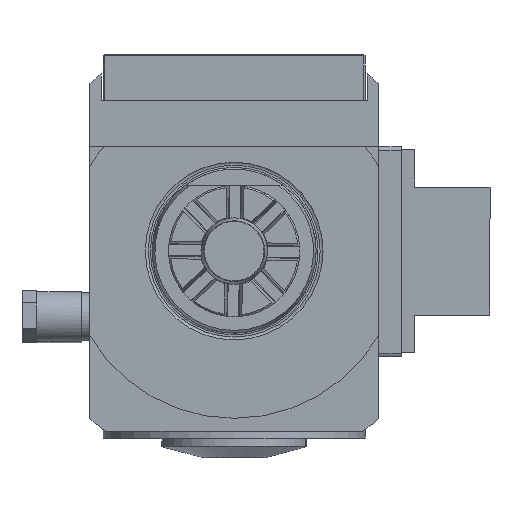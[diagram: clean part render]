
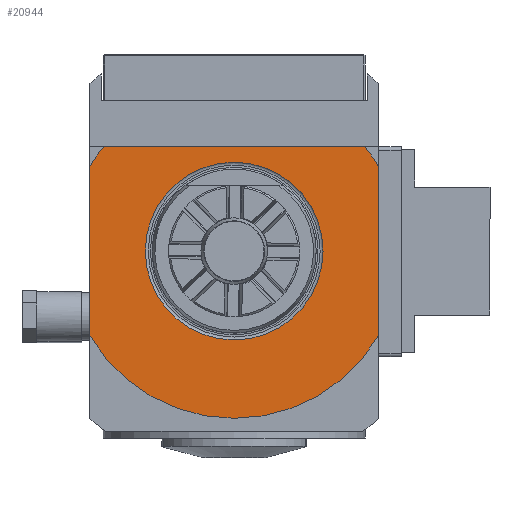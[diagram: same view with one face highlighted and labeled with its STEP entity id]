
A CAD part, front view. The second image highlights one B-rep face of the part: STEP entity #20944.
In plain terms, the highlighted planar face has unit normal (0, -1, 0).
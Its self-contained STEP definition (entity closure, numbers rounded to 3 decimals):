
#47 = CARTESIAN_POINT ( 'NONE',  ( -27.15, -1., 0. ) ) ;
#59 = DIRECTION ( 'NONE',  ( 0., 1., 0. ) ) ;
#361 = DIRECTION ( 'NONE',  ( 0., -1., 0. ) ) ;
#418 = VERTEX_POINT ( 'NONE', #31470 ) ;
#532 = DIRECTION ( 'NONE',  ( 0., 1., 0. ) ) ;
#680 = DIRECTION ( 'NONE',  ( 0., 1., 0. ) ) ;
#842 = LINE ( 'NONE', #29162, #21738 ) ;
#1159 = VERTEX_POINT ( 'NONE', #35319 ) ;
#2322 = PLANE ( 'NONE',  #20851 ) ;
#2463 = VERTEX_POINT ( 'NONE', #3231 ) ;
#2499 = ORIENTED_EDGE ( 'NONE', *, *, #36379, .T. ) ;
#2954 = CIRCLE ( 'NONE', #33810, 51. ) ;
#3231 = CARTESIAN_POINT ( 'NONE',  ( 44., -1., 25.788 ) ) ;
#3572 = CARTESIAN_POINT ( 'NONE',  ( 0., -1., 0. ) ) ;
#5765 = DIRECTION ( 'NONE',  ( -1., 0., 0. ) ) ;
#6338 = VECTOR ( 'NONE', #18047, 1000. ) ;
#6439 = DIRECTION ( 'NONE',  ( 1., 0., 0. ) ) ;
#6480 = CARTESIAN_POINT ( 'NONE',  ( -44., -1., 0. ) ) ;
#7574 = ORIENTED_EDGE ( 'NONE', *, *, #36660, .T. ) ;
#8110 = CARTESIAN_POINT ( 'NONE',  ( -27.15, -1., 32. ) ) ;
#9850 = CIRCLE ( 'NONE', #28597, 51. ) ;
#10766 = FACE_OUTER_BOUND ( 'NONE', #28557, .T. ) ;
#11307 = EDGE_LOOP ( 'NONE', ( #20011 ) ) ;
#14944 = EDGE_CURVE ( 'NONE', #19770, #24799, #2954, .T. ) ;
#15224 = CIRCLE ( 'NONE', #21858, 51. ) ;
#16414 = VERTEX_POINT ( 'NONE', #23972 ) ;
#16995 = DIRECTION ( 'NONE',  ( 1., 0., 0. ) ) ;
#17204 = CARTESIAN_POINT ( 'NONE',  ( -27.095, -1., 0. ) ) ;
#18047 = DIRECTION ( 'NONE',  ( 0., 0., -1. ) ) ;
#18417 = CARTESIAN_POINT ( 'NONE',  ( 0., -1., 0. ) ) ;
#19629 = VECTOR ( 'NONE', #5765, 1000. ) ;
#19770 = VERTEX_POINT ( 'NONE', #26419 ) ;
#20011 = ORIENTED_EDGE ( 'NONE', *, *, #20032, .F. ) ;
#20032 = EDGE_CURVE ( 'NONE', #20244, #20244, #24338, .T. ) ;
#20244 = VERTEX_POINT ( 'NONE', #17204 ) ;
#20776 = AXIS2_PLACEMENT_3D ( 'NONE', #18417, #361, #26735 ) ;
#20851 = AXIS2_PLACEMENT_3D ( 'NONE', #47, #22264, #22454 ) ;
#20944 = ADVANCED_FACE ( 'Defeature completata1_346', ( #10766, #22832 ), #2322, .F. ) ;
#21738 = VECTOR ( 'NONE', #24004, 1000. ) ;
#21858 = AXIS2_PLACEMENT_3D ( 'NONE', #24779, #59, #16995 ) ;
#22264 = DIRECTION ( 'NONE',  ( 0., 1., 0. ) ) ;
#22439 = ORIENTED_EDGE ( 'NONE', *, *, #14944, .F. ) ;
#22454 = DIRECTION ( 'NONE',  ( 1., 0., 0. ) ) ;
#22832 = FACE_BOUND ( 'NONE', #11307, .T. ) ;
#23872 = ORIENTED_EDGE ( 'NONE', *, *, #33801, .F. ) ;
#23972 = CARTESIAN_POINT ( 'NONE',  ( -44., -1., 25.788 ) ) ;
#24004 = DIRECTION ( 'NONE',  ( 0., 0., -1. ) ) ;
#24338 = CIRCLE ( 'NONE', #20776, 27.095 ) ;
#24779 = CARTESIAN_POINT ( 'NONE',  ( 0., -1., 0. ) ) ;
#24799 = VERTEX_POINT ( 'NONE', #30192 ) ;
#25306 = EDGE_CURVE ( 'NONE', #16414, #418, #9850, .T. ) ;
#26419 = CARTESIAN_POINT ( 'NONE',  ( 44., -1., -25.788 ) ) ;
#26735 = DIRECTION ( 'NONE',  ( -1., 0., 0. ) ) ;
#28058 = ORIENTED_EDGE ( 'NONE', *, *, #25306, .F. ) ;
#28534 = LINE ( 'NONE', #8110, #19629 ) ;
#28557 = EDGE_LOOP ( 'NONE', ( #23872, #2499, #28058, #7574, #22439, #37341 ) ) ;
#28597 = AXIS2_PLACEMENT_3D ( 'NONE', #35580, #680, #35392 ) ;
#29162 = CARTESIAN_POINT ( 'NONE',  ( 44., -1., 0. ) ) ;
#30192 = CARTESIAN_POINT ( 'NONE',  ( -44., -1., -25.788 ) ) ;
#31302 = EDGE_CURVE ( 'NONE', #2463, #19770, #842, .T. ) ;
#31470 = CARTESIAN_POINT ( 'NONE',  ( -39.711, -1., 32. ) ) ;
#32396 = LINE ( 'NONE', #6480, #6338 ) ;
#33801 = EDGE_CURVE ( 'NONE', #1159, #2463, #15224, .T. ) ;
#33810 = AXIS2_PLACEMENT_3D ( 'NONE', #3572, #532, #6439 ) ;
#35319 = CARTESIAN_POINT ( 'NONE',  ( 39.711, -1., 32. ) ) ;
#35392 = DIRECTION ( 'NONE',  ( 1., 0., 0. ) ) ;
#35580 = CARTESIAN_POINT ( 'NONE',  ( 0., -1., 0. ) ) ;
#36379 = EDGE_CURVE ( 'NONE', #1159, #418, #28534, .T. ) ;
#36660 = EDGE_CURVE ( 'NONE', #16414, #24799, #32396, .T. ) ;
#37341 = ORIENTED_EDGE ( 'NONE', *, *, #31302, .F. ) ;
